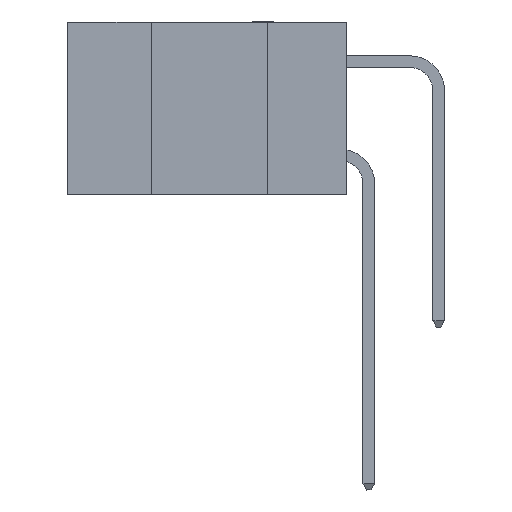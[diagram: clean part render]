
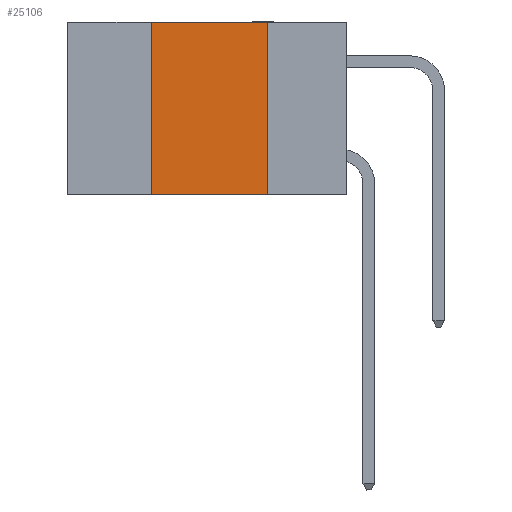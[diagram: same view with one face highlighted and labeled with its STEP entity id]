
A CAD part, left-side view. The second image highlights one B-rep face of the part: STEP entity #25106.
In plain terms, the highlighted planar face has unit normal (-1, 0, 0).
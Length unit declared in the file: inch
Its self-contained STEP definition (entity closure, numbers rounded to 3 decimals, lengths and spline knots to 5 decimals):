
#1511 = CARTESIAN_POINT ( 'NONE',  ( 0., 0.17, 0. ) ) ;
#2863 = ORIENTED_EDGE ( 'NONE', *, *, #30608, .T. ) ;
#3969 = CARTESIAN_POINT ( 'NONE',  ( 0., 0.6, 0. ) ) ;
#4755 = VECTOR ( 'NONE', #15161, 39.37008 ) ;
#5055 = CARTESIAN_POINT ( 'NONE',  ( 0., 0.17, -0.37 ) ) ;
#5099 = LINE ( 'NONE', #34963, #26147 ) ;
#5645 = CARTESIAN_POINT ( 'NONE',  ( 0., 0.42, 0. ) ) ;
#9385 = EDGE_CURVE ( 'NONE', #18002, #26943, #23829, .T. ) ;
#9785 = VECTOR ( 'NONE', #28488, 39.37008 ) ;
#10017 = VERTEX_POINT ( 'NONE', #33879 ) ;
#10794 = LINE ( 'NONE', #5645, #4755 ) ;
#11058 = CARTESIAN_POINT ( 'NONE',  ( 0., 0.6, 0. ) ) ;
#12384 = CARTESIAN_POINT ( 'NONE',  ( 0., 0.17, 0. ) ) ;
#13827 = EDGE_LOOP ( 'NONE', ( #22890, #28213, #26217, #2863 ) ) ;
#13930 = DIRECTION ( 'NONE',  ( 1., 0., 0. ) ) ;
#15161 = DIRECTION ( 'NONE',  ( 0., 0., 1. ) ) ;
#16196 = VECTOR ( 'NONE', #21469, 39.37008 ) ;
#16983 = DIRECTION ( 'NONE',  ( 0., 0., -1. ) ) ;
#18002 = VERTEX_POINT ( 'NONE', #12384 ) ;
#19507 = VERTEX_POINT ( 'NONE', #23419 ) ;
#19975 = PLANE ( 'NONE',  #23809 ) ;
#20841 = EDGE_CURVE ( 'NONE', #10017, #18002, #31592, .T. ) ;
#21469 = DIRECTION ( 'NONE',  ( 0., -1., 0. ) ) ;
#22890 = ORIENTED_EDGE ( 'NONE', *, *, #9385, .F. ) ;
#23419 = CARTESIAN_POINT ( 'NONE',  ( 0., 0.42, -0.37 ) ) ;
#23809 = AXIS2_PLACEMENT_3D ( 'NONE', #11058, #13930, #16983 ) ;
#23829 = LINE ( 'NONE', #1511, #9785 ) ;
#25106 = ADVANCED_FACE ( 'NONE', ( #26143 ), #19975, .F. ) ;
#26143 = FACE_OUTER_BOUND ( 'NONE', #13827, .T. ) ;
#26147 = VECTOR ( 'NONE', #31590, 39.37008 ) ;
#26217 = ORIENTED_EDGE ( 'NONE', *, *, #29050, .F. ) ;
#26943 = VERTEX_POINT ( 'NONE', #5055 ) ;
#28213 = ORIENTED_EDGE ( 'NONE', *, *, #20841, .F. ) ;
#28488 = DIRECTION ( 'NONE',  ( 0., 0., -1. ) ) ;
#29050 = EDGE_CURVE ( 'NONE', #19507, #10017, #10794, .T. ) ;
#30608 = EDGE_CURVE ( 'NONE', #19507, #26943, #5099, .T. ) ;
#31590 = DIRECTION ( 'NONE',  ( 0., -1., 0. ) ) ;
#31592 = LINE ( 'NONE', #3969, #16196 ) ;
#33879 = CARTESIAN_POINT ( 'NONE',  ( 0., 0.42, 0. ) ) ;
#34963 = CARTESIAN_POINT ( 'NONE',  ( 0., 0.6, -0.37 ) ) ;
